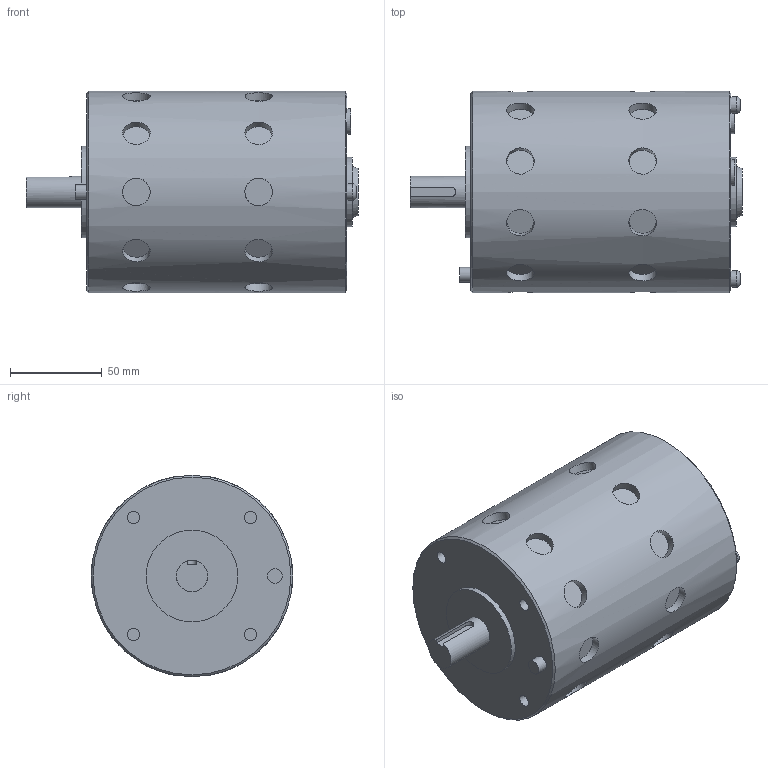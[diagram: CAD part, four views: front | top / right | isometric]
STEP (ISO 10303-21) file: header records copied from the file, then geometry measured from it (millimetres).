
FILE_DESCRIPTION( ( 'Unknown' ), '1' );
FILE_NAME( 'D109141.stp', 'Unknown', ( 'Unknown' ), ( 'Unknown' ), 'PSStep 17.0.49', 'Unknown', ' ' );
FILE_SCHEMA( ( 'AUTOMOTIVE_DESIGN { 1 0 10303 214 1 1 1 1 }' ) );
Length unit declared in the file: millimetre
Products named in the file (1): 1
Bounding box: 180.5 x 109.5 x 109.5 mm (x, y, z)
Volume: 1332860.4 mm3; surface area: 75845.7 mm2
Topology: 1 solids, 1 shells, 77 faces, 148 edges, 106 vertices
Faces by surface type: plane 38, cylinder 34, cone 3, torus 2
Full cylindrical faces by diameter (mm): 6.647 x4, 8 x1, 9 x2, 14 x2, 15 x20, 17 x1, 38 x1, 50 x1, 109.5 x1
Entity records: 3897 total; most frequent: CARTESIAN_POINT 1989, DIRECTION 271, ORIENTED_EDGE 166, EDGE_LOOP 148, AXIS2_PLACEMENT_3D 131, FACE_OUTER_BOUND 112, EDGE_CURVE 83, VERTEX_POINT 79
